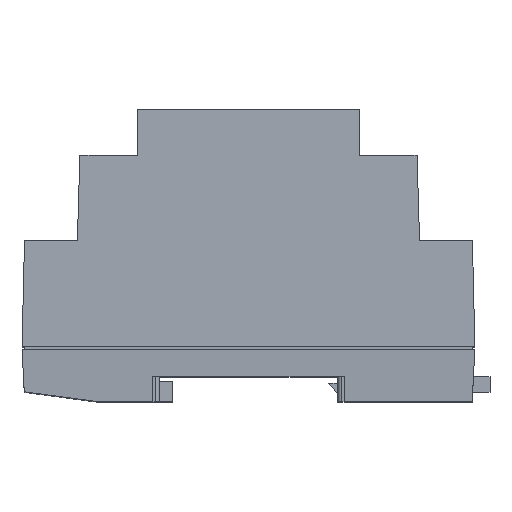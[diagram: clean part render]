
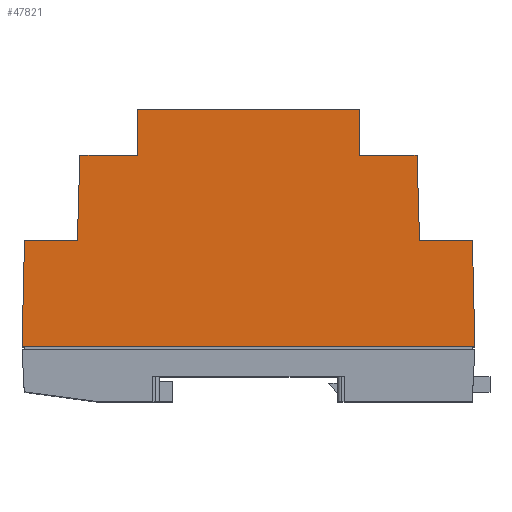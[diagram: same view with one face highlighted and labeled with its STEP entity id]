
A CAD part, top view. The second image highlights one B-rep face of the part: STEP entity #47821.
In plain terms, the highlighted planar face has unit normal (0, 0, 1).
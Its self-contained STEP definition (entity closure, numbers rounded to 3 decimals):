
#202 = VECTOR ( 'NONE', #41648, 1000. ) ;
#1163 = DIRECTION ( 'NONE',  ( 1., 0., 0. ) ) ;
#1333 = EDGE_CURVE ( 'NONE', #31758, #26962, #31068, .T. ) ;
#2637 = CARTESIAN_POINT ( 'NONE',  ( -45., 0., 0. ) ) ;
#3223 = CARTESIAN_POINT ( 'NONE',  ( 34., 21., 0. ) ) ;
#3547 = EDGE_CURVE ( 'NONE', #34635, #4357, #12119, .T. ) ;
#4357 = VERTEX_POINT ( 'NONE', #31116 ) ;
#4537 = VERTEX_POINT ( 'NONE', #35948 ) ;
#4552 = VECTOR ( 'NONE', #25373, 1000. ) ;
#4710 = DIRECTION ( 'NONE',  ( 1., 0., 0. ) ) ;
#5537 = VECTOR ( 'NONE', #37727, 1000. ) ;
#5682 = VECTOR ( 'NONE', #51332, 1000. ) ;
#5986 = VERTEX_POINT ( 'NONE', #8233 ) ;
#6972 = ORIENTED_EDGE ( 'NONE', *, *, #49880, .T. ) ;
#7011 = VECTOR ( 'NONE', #11657, 1000. ) ;
#7616 = CARTESIAN_POINT ( 'NONE',  ( -22., 38., 0. ) ) ;
#7922 = DIRECTION ( 'NONE',  ( 0., 0., -1. ) ) ;
#8020 = VECTOR ( 'NONE', #14383, 1000. ) ;
#8233 = CARTESIAN_POINT ( 'NONE',  ( 45., 0., 0. ) ) ;
#8708 = CARTESIAN_POINT ( 'NONE',  ( -34., 21., 0. ) ) ;
#9500 = ORIENTED_EDGE ( 'NONE', *, *, #10983, .T. ) ;
#9731 = CARTESIAN_POINT ( 'NONE',  ( 0., 47., 0. ) ) ;
#9833 = CARTESIAN_POINT ( 'NONE',  ( 44.5, 21., 0. ) ) ;
#10379 = VERTEX_POINT ( 'NONE', #43226 ) ;
#10899 = EDGE_CURVE ( 'NONE', #27852, #37637, #36380, .T. ) ;
#10983 = EDGE_CURVE ( 'NONE', #34635, #5986, #40760, .T. ) ;
#11405 = CARTESIAN_POINT ( 'NONE',  ( 22., 47., 0. ) ) ;
#11576 = DIRECTION ( 'NONE',  ( -1., 0., 0. ) ) ;
#11657 = DIRECTION ( 'NONE',  ( 0., 1., 0. ) ) ;
#12119 = LINE ( 'NONE', #21823, #202 ) ;
#12273 = ORIENTED_EDGE ( 'NONE', *, *, #28980, .F. ) ;
#12399 = VECTOR ( 'NONE', #1163, 1000. ) ;
#13828 = CARTESIAN_POINT ( 'NONE',  ( 44.5, 21., 0. ) ) ;
#13916 = LINE ( 'NONE', #31045, #44452 ) ;
#14383 = DIRECTION ( 'NONE',  ( -0.024, 1., 0. ) ) ;
#15109 = ORIENTED_EDGE ( 'NONE', *, *, #3547, .F. ) ;
#15121 = LINE ( 'NONE', #7616, #7011 ) ;
#15802 = EDGE_CURVE ( 'NONE', #33425, #10379, #13916, .T. ) ;
#16314 = LINE ( 'NONE', #3223, #5682 ) ;
#16419 = LINE ( 'NONE', #8708, #37603 ) ;
#17843 = FACE_OUTER_BOUND ( 'NONE', #36809, .T. ) ;
#18896 = ORIENTED_EDGE ( 'NONE', *, *, #24618, .T. ) ;
#19397 = EDGE_CURVE ( 'NONE', #5986, #29332, #49207, .T. ) ;
#19807 = ORIENTED_EDGE ( 'NONE', *, *, #1333, .F. ) ;
#20530 = VECTOR ( 'NONE', #41680, 1000. ) ;
#21072 = CARTESIAN_POINT ( 'NONE',  ( -33.5, 38., 0. ) ) ;
#21823 = CARTESIAN_POINT ( 'NONE',  ( -45., 0., 0. ) ) ;
#21833 = LINE ( 'NONE', #29628, #20530 ) ;
#22891 = CARTESIAN_POINT ( 'NONE',  ( -22., 47., 0. ) ) ;
#23723 = PLANE ( 'NONE',  #47784 ) ;
#24118 = ORIENTED_EDGE ( 'NONE', *, *, #19397, .T. ) ;
#24337 = CARTESIAN_POINT ( 'NONE',  ( -33.5, 38., 0. ) ) ;
#24618 = EDGE_CURVE ( 'NONE', #4537, #33425, #16314, .T. ) ;
#25373 = DIRECTION ( 'NONE',  ( -1., 0., 0. ) ) ;
#25530 = ORIENTED_EDGE ( 'NONE', *, *, #33185, .F. ) ;
#26096 = DIRECTION ( 'NONE',  ( 1., 0., 0. ) ) ;
#26274 = LINE ( 'NONE', #36790, #47500 ) ;
#26962 = VERTEX_POINT ( 'NONE', #29399 ) ;
#27852 = VERTEX_POINT ( 'NONE', #11405 ) ;
#28980 = EDGE_CURVE ( 'NONE', #26962, #37637, #15121, .T. ) ;
#29332 = VERTEX_POINT ( 'NONE', #9833 ) ;
#29399 = CARTESIAN_POINT ( 'NONE',  ( -22., 38., 0. ) ) ;
#29628 = CARTESIAN_POINT ( 'NONE',  ( 22., 38., 0. ) ) ;
#29647 = EDGE_CURVE ( 'NONE', #4357, #31179, #26274, .T. ) ;
#31045 = CARTESIAN_POINT ( 'NONE',  ( 33.5, 38., 0. ) ) ;
#31068 = LINE ( 'NONE', #21072, #12399 ) ;
#31116 = CARTESIAN_POINT ( 'NONE',  ( -44.5, 21., 0. ) ) ;
#31179 = VERTEX_POINT ( 'NONE', #43971 ) ;
#31758 = VERTEX_POINT ( 'NONE', #24337 ) ;
#31766 = CARTESIAN_POINT ( 'NONE',  ( 0., 47., 0. ) ) ;
#32165 = ORIENTED_EDGE ( 'NONE', *, *, #10899, .T. ) ;
#33185 = EDGE_CURVE ( 'NONE', #31179, #31758, #16419, .T. ) ;
#33425 = VERTEX_POINT ( 'NONE', #49846 ) ;
#34635 = VERTEX_POINT ( 'NONE', #2637 ) ;
#35242 = ORIENTED_EDGE ( 'NONE', *, *, #39226, .T. ) ;
#35730 = DIRECTION ( 'NONE',  ( -1., 0., 0. ) ) ;
#35948 = CARTESIAN_POINT ( 'NONE',  ( 34., 21., 0. ) ) ;
#36064 = LINE ( 'NONE', #13828, #5537 ) ;
#36380 = LINE ( 'NONE', #9731, #4552 ) ;
#36586 = DIRECTION ( 'NONE',  ( 0.029, 1., 0. ) ) ;
#36790 = CARTESIAN_POINT ( 'NONE',  ( -44.5, 21., 0. ) ) ;
#36809 = EDGE_LOOP ( 'NONE', ( #32165, #12273, #19807, #25530, #38795, #15109, #9500, #24118, #6972, #18896, #39567, #35242 ) ) ;
#37603 = VECTOR ( 'NONE', #36586, 1000. ) ;
#37637 = VERTEX_POINT ( 'NONE', #22891 ) ;
#37727 = DIRECTION ( 'NONE',  ( -1., 0., 0. ) ) ;
#38795 = ORIENTED_EDGE ( 'NONE', *, *, #29647, .F. ) ;
#39226 = EDGE_CURVE ( 'NONE', #10379, #27852, #21833, .T. ) ;
#39528 = VECTOR ( 'NONE', #26096, 1000. ) ;
#39567 = ORIENTED_EDGE ( 'NONE', *, *, #15802, .T. ) ;
#40760 = LINE ( 'NONE', #49992, #39528 ) ;
#41648 = DIRECTION ( 'NONE',  ( 0.024, 1., 0. ) ) ;
#41680 = DIRECTION ( 'NONE',  ( 0., 1., 0. ) ) ;
#42305 = CARTESIAN_POINT ( 'NONE',  ( 45., 0., 0. ) ) ;
#43226 = CARTESIAN_POINT ( 'NONE',  ( 22., 38., 0. ) ) ;
#43971 = CARTESIAN_POINT ( 'NONE',  ( -34., 21., 0. ) ) ;
#44452 = VECTOR ( 'NONE', #11576, 1000. ) ;
#47500 = VECTOR ( 'NONE', #4710, 1000. ) ;
#47784 = AXIS2_PLACEMENT_3D ( 'NONE', #31766, #7922, #35730 ) ;
#47821 = ADVANCED_FACE ( 'NONE', ( #17843 ), #23723, .F. ) ;
#49207 = LINE ( 'NONE', #42305, #8020 ) ;
#49846 = CARTESIAN_POINT ( 'NONE',  ( 33.5, 38., 0. ) ) ;
#49880 = EDGE_CURVE ( 'NONE', #29332, #4537, #36064, .T. ) ;
#49992 = CARTESIAN_POINT ( 'NONE',  ( 0., 0., 0. ) ) ;
#51332 = DIRECTION ( 'NONE',  ( -0.029, 1., 0. ) ) ;
